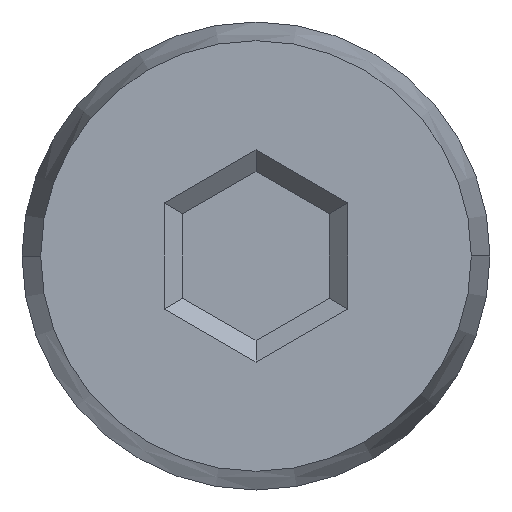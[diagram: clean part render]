
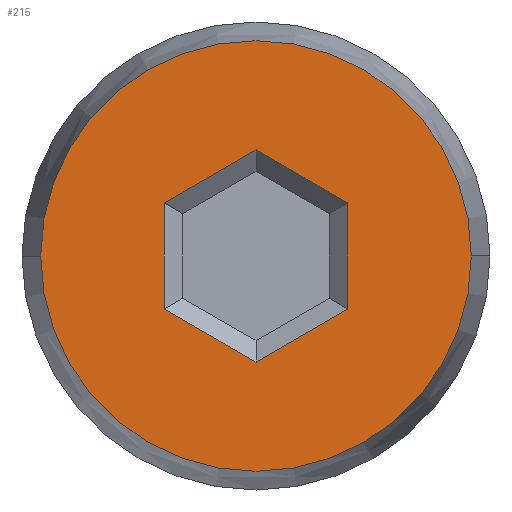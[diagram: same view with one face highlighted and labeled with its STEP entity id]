
A CAD part, left-side view. The second image highlights one B-rep face of the part: STEP entity #215.
In plain terms, the highlighted planar face has unit normal (-1, 0, 0).
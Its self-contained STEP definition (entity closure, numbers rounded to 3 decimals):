
#110 = ORIENTED_EDGE ( 'NONE', *, *, #202, .F. ) ;
#115 = EDGE_CURVE ( 'NONE', #209, #211, #774, .T. ) ;
#119 = ORIENTED_EDGE ( 'NONE', *, *, #130, .F. ) ;
#130 = EDGE_CURVE ( 'NONE', #204, #203, #715, .T. ) ;
#154 = EDGE_LOOP ( 'NONE', ( #110, #119 ) ) ;
#175 = VERTEX_POINT ( 'NONE', #892 ) ;
#176 = VERTEX_POINT ( 'NONE', #891 ) ;
#177 = ORIENTED_EDGE ( 'NONE', *, *, #178, .T. ) ;
#178 = EDGE_CURVE ( 'NONE', #176, #179, #890, .T. ) ;
#179 = VERTEX_POINT ( 'NONE', #882 ) ;
#180 = ORIENTED_EDGE ( 'NONE', *, *, #181, .T. ) ;
#181 = EDGE_CURVE ( 'NONE', #175, #182, #881, .T. ) ;
#182 = VERTEX_POINT ( 'NONE', #877 ) ;
#183 = ORIENTED_EDGE ( 'NONE', *, *, #184, .T. ) ;
#184 = EDGE_CURVE ( 'NONE', #182, #209, #932, .T. ) ;
#202 = EDGE_CURVE ( 'NONE', #203, #204, #900, .T. ) ;
#203 = VERTEX_POINT ( 'NONE', #857 ) ;
#204 = VERTEX_POINT ( 'NONE', #856 ) ;
#207 = ORIENTED_EDGE ( 'NONE', *, *, #212, .T. ) ;
#209 = VERTEX_POINT ( 'NONE', #855 ) ;
#210 = ORIENTED_EDGE ( 'NONE', *, *, #115, .T. ) ;
#211 = VERTEX_POINT ( 'NONE', #854 ) ;
#212 = EDGE_CURVE ( 'NONE', #211, #176, #853, .T. ) ;
#213 = EDGE_LOOP ( 'NONE', ( #207, #177, #224, #180, #183, #210 ) ) ;
#215 = ADVANCED_FACE ( 'NONE', ( #960, #959 ), #1084, .T. ) ;
#224 = ORIENTED_EDGE ( 'NONE', *, *, #225, .T. ) ;
#225 = EDGE_CURVE ( 'NONE', #179, #175, #1119, .T. ) ;
#711 = DIRECTION ( 'NONE',  ( 0., 1., 0. ) ) ;
#712 = DIRECTION ( 'NONE',  ( 1., 0., 0. ) ) ;
#713 = CARTESIAN_POINT ( 'NONE',  ( -52.501, 2.742, -0.965 ) ) ;
#714 = AXIS2_PLACEMENT_3D ( 'NONE', #713, #712, #711 ) ;
#715 = CIRCLE ( 'NONE', #714, 2.921 ) ;
#771 = DIRECTION ( 'NONE',  ( 0., 0., -1. ) ) ;
#772 = VECTOR ( 'NONE', #771, 1000. ) ;
#773 = CARTESIAN_POINT ( 'NONE',  ( -52.501, 1.496, -1.538 ) ) ;
#774 = LINE ( 'NONE', #773, #772 ) ;
#850 = DIRECTION ( 'NONE',  ( 0., 0.866, -0.5 ) ) ;
#851 = VECTOR ( 'NONE', #850, 1000. ) ;
#852 = CARTESIAN_POINT ( 'NONE',  ( -52.501, 2.615, -2.331 ) ) ;
#853 = LINE ( 'NONE', #852, #851 ) ;
#854 = CARTESIAN_POINT ( 'NONE',  ( -52.501, 1.496, -1.685 ) ) ;
#855 = CARTESIAN_POINT ( 'NONE',  ( -52.501, 1.496, -0.246 ) ) ;
#856 = CARTESIAN_POINT ( 'NONE',  ( -52.501, -0.179, -0.965 ) ) ;
#857 = CARTESIAN_POINT ( 'NONE',  ( -52.501, 5.663, -0.965 ) ) ;
#877 = CARTESIAN_POINT ( 'NONE',  ( -52.501, 2.742, 0.474 ) ) ;
#878 = DIRECTION ( 'NONE',  ( 0., -0.866, 0.5 ) ) ;
#879 = VECTOR ( 'NONE', #878, 1000. ) ;
#880 = CARTESIAN_POINT ( 'NONE',  ( -52.501, 2.869, 0.401 ) ) ;
#881 = LINE ( 'NONE', #880, #879 ) ;
#882 = CARTESIAN_POINT ( 'NONE',  ( -52.501, 3.988, -1.685 ) ) ;
#883 = DIRECTION ( 'NONE',  ( 0., 0.866, 0.5 ) ) ;
#888 = VECTOR ( 'NONE', #883, 1000. ) ;
#889 = CARTESIAN_POINT ( 'NONE',  ( -52.501, 3.861, -1.758 ) ) ;
#890 = LINE ( 'NONE', #889, #888 ) ;
#891 = CARTESIAN_POINT ( 'NONE',  ( -52.501, 2.742, -2.404 ) ) ;
#892 = CARTESIAN_POINT ( 'NONE',  ( -52.501, 3.988, -0.246 ) ) ;
#896 = DIRECTION ( 'NONE',  ( 0., 1., 0. ) ) ;
#897 = DIRECTION ( 'NONE',  ( 1., 0., 0. ) ) ;
#898 = CARTESIAN_POINT ( 'NONE',  ( -52.501, 2.742, -0.965 ) ) ;
#899 = AXIS2_PLACEMENT_3D ( 'NONE', #898, #897, #896 ) ;
#900 = CIRCLE ( 'NONE', #899, 2.921 ) ;
#929 = DIRECTION ( 'NONE',  ( 0., -0.866, -0.5 ) ) ;
#930 = VECTOR ( 'NONE', #929, 1000. ) ;
#931 = CARTESIAN_POINT ( 'NONE',  ( -52.501, 1.623, -0.172 ) ) ;
#932 = LINE ( 'NONE', #931, #930 ) ;
#959 = FACE_OUTER_BOUND ( 'NONE', #154, .T. ) ;
#960 = FACE_BOUND ( 'NONE', #213, .T. ) ;
#1084 = PLANE ( 'NONE',  #1115 ) ;
#1112 = DIRECTION ( 'NONE',  ( 0., -1., 0. ) ) ;
#1113 = DIRECTION ( 'NONE',  ( -1., 0., 0. ) ) ;
#1114 = CARTESIAN_POINT ( 'NONE',  ( -52.501, 2.742, -0.965 ) ) ;
#1115 = AXIS2_PLACEMENT_3D ( 'NONE', #1114, #1113, #1112 ) ;
#1116 = DIRECTION ( 'NONE',  ( 0., 0., 1. ) ) ;
#1117 = VECTOR ( 'NONE', #1116, 1000. ) ;
#1118 = CARTESIAN_POINT ( 'NONE',  ( -52.501, 3.988, -0.392 ) ) ;
#1119 = LINE ( 'NONE', #1118, #1117 ) ;
